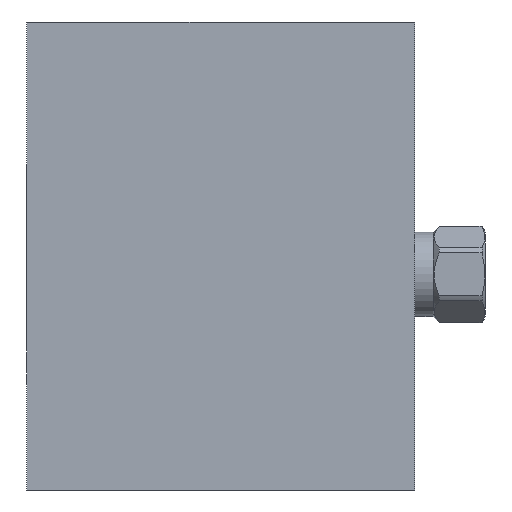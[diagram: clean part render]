
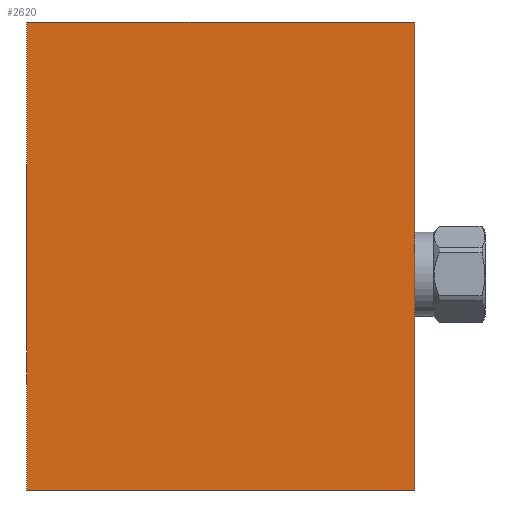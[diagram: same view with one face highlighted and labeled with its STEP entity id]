
A CAD part, front view. The second image highlights one B-rep face of the part: STEP entity #2620.
In plain terms, the highlighted planar face has unit normal (0, -1, 0).
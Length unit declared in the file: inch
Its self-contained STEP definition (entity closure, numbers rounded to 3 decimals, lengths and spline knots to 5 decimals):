
#5=DIRECTION('',(1.,0.,0.));
#6=VECTOR('',#5,3.938);
#7=CARTESIAN_POINT('',(0.,-4.5,0.));
#8=LINE('',#7,#6);
#145=DIRECTION('',(0.,0.,1.));
#146=VECTOR('',#145,4.75);
#147=CARTESIAN_POINT('',(3.938,-4.5,0.));
#148=LINE('',#147,#146);
#169=DIRECTION('',(0.,0.,1.));
#170=VECTOR('',#169,4.75);
#171=CARTESIAN_POINT('',(0.,-4.5,0.));
#172=LINE('',#171,#170);
#185=DIRECTION('',(1.,0.,0.));
#186=VECTOR('',#185,3.938);
#187=CARTESIAN_POINT('',(0.,-4.5,4.75));
#188=LINE('',#187,#186);
#2101=CARTESIAN_POINT('',(0.,-4.5,0.));
#2103=VERTEX_POINT('',#2101);
#2104=CARTESIAN_POINT('',(3.938,-4.5,0.));
#2105=VERTEX_POINT('',#2104);
#2109=CARTESIAN_POINT('',(0.,-4.5,4.75));
#2111=VERTEX_POINT('',#2109);
#2112=CARTESIAN_POINT('',(3.938,-4.5,4.75));
#2113=VERTEX_POINT('',#2112);
#2608=CARTESIAN_POINT('',(0.,-4.5,0.));
#2609=DIRECTION('',(0.,-1.,0.));
#2610=DIRECTION('',(1.,0.,0.));
#2611=AXIS2_PLACEMENT_3D('',#2608,#2609,#2610);
#2612=PLANE('',#2611);
#2613=ORIENTED_EDGE('',*,*,#2472,.F.);
#2614=ORIENTED_EDGE('',*,*,#2521,.T.);
#2616=ORIENTED_EDGE('',*,*,#2615,.T.);
#2617=ORIENTED_EDGE('',*,*,#2588,.F.);
#2618=EDGE_LOOP('',(#2613,#2614,#2616,#2617));
#2619=FACE_OUTER_BOUND('',#2618,.F.);
#2620=ADVANCED_FACE('',(#2619),#2612,.T.);
#2472=EDGE_CURVE('',#2103,#2105,#8,.T.);
#2521=EDGE_CURVE('',#2103,#2111,#172,.T.);
#2588=EDGE_CURVE('',#2105,#2113,#148,.T.);
#2615=EDGE_CURVE('',#2111,#2113,#188,.T.);
